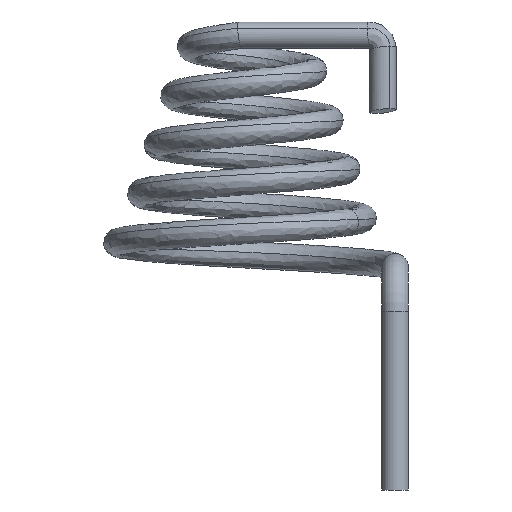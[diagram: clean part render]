
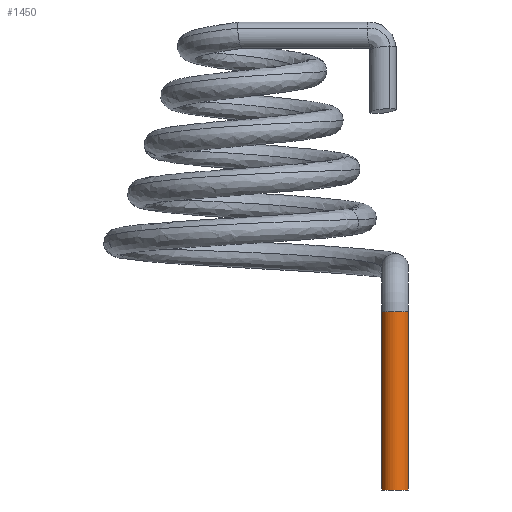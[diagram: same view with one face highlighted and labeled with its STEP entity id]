
A CAD part, front view. The second image highlights one B-rep face of the part: STEP entity #1450.
In plain terms, the highlighted cylindrical face has radius 0.3 mm (diameter 0.6 mm), a partial arc.
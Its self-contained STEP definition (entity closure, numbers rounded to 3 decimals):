
#144 = CARTESIAN_POINT ( 'NONE',  ( 0.3, 0., -1. ) ) ;
#217 = EDGE_CURVE ( 'NONE', #1027, #1762, #309, .T. ) ;
#247 = VERTEX_POINT ( 'NONE', #330 ) ;
#309 = CIRCLE ( 'NONE', #2144, 0.3 ) ;
#330 = CARTESIAN_POINT ( 'NONE',  ( -0.3, 0., -5. ) ) ;
#343 = DIRECTION ( 'NONE',  ( 0., 0., -1. ) ) ;
#360 = DIRECTION ( 'NONE',  ( -1., 0., 0. ) ) ;
#380 = EDGE_CURVE ( 'NONE', #1762, #247, #1079, .T. ) ;
#386 = VERTEX_POINT ( 'NONE', #1514 ) ;
#394 = VECTOR ( 'NONE', #1097, 1000. ) ;
#490 = DIRECTION ( 'NONE',  ( 0., 1., 0. ) ) ;
#510 = CIRCLE ( 'NONE', #1391, 0.3 ) ;
#516 = CARTESIAN_POINT ( 'NONE',  ( 0., 0., -1. ) ) ;
#537 = ORIENTED_EDGE ( 'NONE', *, *, #1566, .F. ) ;
#558 = DIRECTION ( 'NONE',  ( 0., 0., -1. ) ) ;
#978 = EDGE_CURVE ( 'NONE', #1027, #386, #1495, .T. ) ;
#980 = EDGE_LOOP ( 'NONE', ( #537, #2033, #1111, #2365 ) ) ;
#1027 = VERTEX_POINT ( 'NONE', #1739 ) ;
#1079 = LINE ( 'NONE', #2505, #394 ) ;
#1097 = DIRECTION ( 'NONE',  ( 0., 0., -1. ) ) ;
#1111 = ORIENTED_EDGE ( 'NONE', *, *, #217, .T. ) ;
#1133 = DIRECTION ( 'NONE',  ( 0., 1., 0. ) ) ;
#1220 = AXIS2_PLACEMENT_3D ( 'NONE', #2168, #558, #360 ) ;
#1317 = DIRECTION ( 'NONE',  ( 0., 0., -1. ) ) ;
#1391 = AXIS2_PLACEMENT_3D ( 'NONE', #2126, #343, #1133 ) ;
#1450 = ADVANCED_FACE ( 'NONE', ( #2350 ), #2156, .T. ) ;
#1495 = LINE ( 'NONE', #144, #2255 ) ;
#1514 = CARTESIAN_POINT ( 'NONE',  ( 0.3, 0., -5. ) ) ;
#1566 = EDGE_CURVE ( 'NONE', #386, #247, #510, .T. ) ;
#1739 = CARTESIAN_POINT ( 'NONE',  ( 0.3, 0., -1. ) ) ;
#1762 = VERTEX_POINT ( 'NONE', #1812 ) ;
#1812 = CARTESIAN_POINT ( 'NONE',  ( -0.3, 0., -1. ) ) ;
#1933 = DIRECTION ( 'NONE',  ( 0., 0., -1. ) ) ;
#2033 = ORIENTED_EDGE ( 'NONE', *, *, #978, .F. ) ;
#2126 = CARTESIAN_POINT ( 'NONE',  ( 0., 0., -5. ) ) ;
#2144 = AXIS2_PLACEMENT_3D ( 'NONE', #516, #1317, #490 ) ;
#2156 = CYLINDRICAL_SURFACE ( 'NONE', #1220, 0.3 ) ;
#2168 = CARTESIAN_POINT ( 'NONE',  ( 0., 0., -1. ) ) ;
#2255 = VECTOR ( 'NONE', #1933, 1000. ) ;
#2350 = FACE_OUTER_BOUND ( 'NONE', #980, .T. ) ;
#2365 = ORIENTED_EDGE ( 'NONE', *, *, #380, .T. ) ;
#2505 = CARTESIAN_POINT ( 'NONE',  ( -0.3, 0., -1. ) ) ;
